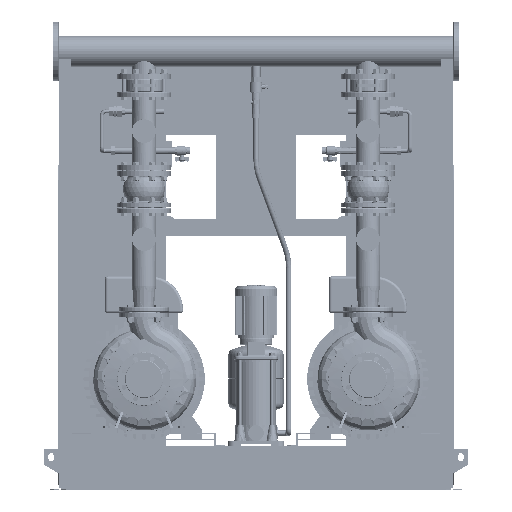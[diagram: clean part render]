
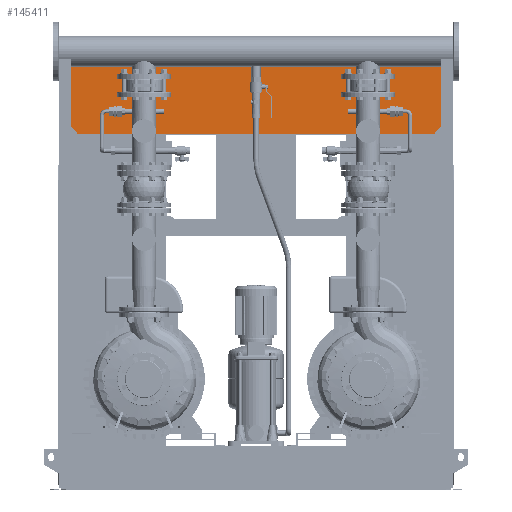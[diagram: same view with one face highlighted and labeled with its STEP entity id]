
A CAD part, left-side view. The second image highlights one B-rep face of the part: STEP entity #145411.
In plain terms, the highlighted planar face has unit normal (-1, 0, 0).
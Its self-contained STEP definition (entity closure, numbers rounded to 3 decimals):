
#144817=CARTESIAN_POINT('',(116.0,687.5,1611.425));
#144818=VERTEX_POINT('',#144817);
#144825=CARTESIAN_POINT('',(116.0,-687.5,1611.425));
#144826=VERTEX_POINT('',#144825);
#144827=CARTESIAN_POINT('',(116.0,-687.5,1611.425));
#144828=DIRECTION('',(0.0,1.0,0.0));
#144829=VECTOR('',#144828,1375.0);
#144830=LINE('',#144827,#144829);
#144831=EDGE_CURVE('',#144826,#144818,#144830,.T.);
#144888=CARTESIAN_POINT('',(116.0,-667.5,1331.425));
#144889=VERTEX_POINT('',#144888);
#144896=CARTESIAN_POINT('',(116.0,667.5,1331.425));
#144897=VERTEX_POINT('',#144896);
#144898=CARTESIAN_POINT('',(116.0,667.5,1331.425));
#144899=DIRECTION('',(0.0,-1.0,0.0));
#144900=VECTOR('',#144899,1335.0);
#144901=LINE('',#144898,#144900);
#144902=EDGE_CURVE('',#144897,#144889,#144901,.T.);
#144959=CARTESIAN_POINT('',(116.0,687.5,1607.425));
#144960=VERTEX_POINT('',#144959);
#144967=CARTESIAN_POINT('',(116.0,687.5,1611.425));
#144968=DIRECTION('',(0.0,0.0,-1.0));
#144969=VECTOR('',#144968,4.0);
#144970=LINE('',#144967,#144969);
#144971=EDGE_CURVE('',#144818,#144960,#144970,.T.);
#144997=CARTESIAN_POINT('',(116.0,730.,1607.425));
#144998=VERTEX_POINT('',#144997);
#145005=CARTESIAN_POINT('',(116.0,687.5,1607.425));
#145006=DIRECTION('',(0.0,1.0,0.0));
#145007=VECTOR('',#145006,42.5);
#145008=LINE('',#145005,#145007);
#145009=EDGE_CURVE('',#144960,#144998,#145008,.T.);
#145028=CARTESIAN_POINT('',(116.0,730.,1356.425));
#145029=VERTEX_POINT('',#145028);
#145036=CARTESIAN_POINT('',(116.0,730.,1607.425));
#145037=DIRECTION('',(0.0,0.0,-1.0));
#145038=VECTOR('',#145037,251.);
#145039=LINE('',#145036,#145038);
#145040=EDGE_CURVE('',#144998,#145029,#145039,.T.);
#145059=CARTESIAN_POINT('',(116.0,687.5,1356.425));
#145060=VERTEX_POINT('',#145059);
#145067=CARTESIAN_POINT('',(116.0,730.,1356.425));
#145068=DIRECTION('',(0.0,-1.0,0.0));
#145069=VECTOR('',#145068,42.5);
#145070=LINE('',#145067,#145069);
#145071=EDGE_CURVE('',#145029,#145060,#145070,.T.);
#145090=CARTESIAN_POINT('',(116.0,667.5,1336.425));
#145091=VERTEX_POINT('',#145090);
#145098=CARTESIAN_POINT('',(116.0,687.5,1356.425));
#145099=DIRECTION('',(0.0,-0.707,-0.707));
#145100=VECTOR('',#145099,28.284);
#145101=LINE('',#145098,#145100);
#145102=EDGE_CURVE('',#145060,#145091,#145101,.T.);
#145129=CARTESIAN_POINT('',(116.0,667.5,1336.425));
#145130=DIRECTION('',(0.0,0.0,-1.0));
#145131=VECTOR('',#145130,5.);
#145132=LINE('',#145129,#145131);
#145133=EDGE_CURVE('',#145091,#144897,#145132,.T.);
#145176=CARTESIAN_POINT('',(116.0,-667.5,1336.425));
#145177=VERTEX_POINT('',#145176);
#145184=CARTESIAN_POINT('',(116.0,-667.5,1331.425));
#145185=DIRECTION('',(0.0,0.0,1.0));
#145186=VECTOR('',#145185,5.0);
#145187=LINE('',#145184,#145186);
#145188=EDGE_CURVE('',#144889,#145177,#145187,.T.);
#145209=CARTESIAN_POINT('',(116.0,-687.5,1356.425));
#145210=VERTEX_POINT('',#145209);
#145217=CARTESIAN_POINT('',(116.0,-667.5,1336.425));
#145218=DIRECTION('',(0.0,-0.707,0.707));
#145219=VECTOR('',#145218,28.284);
#145220=LINE('',#145217,#145219);
#145221=EDGE_CURVE('',#145177,#145210,#145220,.T.);
#145240=CARTESIAN_POINT('',(116.0,-730.,1356.425));
#145241=VERTEX_POINT('',#145240);
#145248=CARTESIAN_POINT('',(116.0,-687.5,1356.425));
#145249=DIRECTION('',(0.0,-1.0,0.0));
#145250=VECTOR('',#145249,42.5);
#145251=LINE('',#145248,#145250);
#145252=EDGE_CURVE('',#145210,#145241,#145251,.T.);
#145271=CARTESIAN_POINT('',(116.0,-730.,1607.425));
#145272=VERTEX_POINT('',#145271);
#145279=CARTESIAN_POINT('',(116.0,-730.,1356.425));
#145280=DIRECTION('',(0.0,0.0,1.0));
#145281=VECTOR('',#145280,251.);
#145282=LINE('',#145279,#145281);
#145283=EDGE_CURVE('',#145241,#145272,#145282,.T.);
#145302=CARTESIAN_POINT('',(116.0,-687.5,1607.425));
#145303=VERTEX_POINT('',#145302);
#145310=CARTESIAN_POINT('',(116.0,-730.,1607.425));
#145311=DIRECTION('',(0.0,1.0,0.0));
#145312=VECTOR('',#145311,42.5);
#145313=LINE('',#145310,#145312);
#145314=EDGE_CURVE('',#145272,#145303,#145313,.T.);
#145341=CARTESIAN_POINT('',(116.0,-687.5,1607.425));
#145342=DIRECTION('',(0.0,0.0,1.0));
#145343=VECTOR('',#145342,4.0);
#145344=LINE('',#145341,#145343);
#145345=EDGE_CURVE('',#145303,#144826,#145344,.T.);
#145390=CARTESIAN_POINT('',(116.0,0.,1473.001));
#145391=DIRECTION('',(1.0,0.0,0.0));
#145392=DIRECTION('',(0.0,0.0,-1.0));
#145393=AXIS2_PLACEMENT_3D('',#145390,#145391,#145392);
#145394=PLANE('',#145393);
#145395=ORIENTED_EDGE('',*,*,#144831,.T.);
#145396=ORIENTED_EDGE('',*,*,#144971,.T.);
#145397=ORIENTED_EDGE('',*,*,#145009,.T.);
#145398=ORIENTED_EDGE('',*,*,#145040,.T.);
#145399=ORIENTED_EDGE('',*,*,#145071,.T.);
#145400=ORIENTED_EDGE('',*,*,#145102,.T.);
#145401=ORIENTED_EDGE('',*,*,#145133,.T.);
#145402=ORIENTED_EDGE('',*,*,#144902,.T.);
#145403=ORIENTED_EDGE('',*,*,#145188,.T.);
#145404=ORIENTED_EDGE('',*,*,#145221,.T.);
#145405=ORIENTED_EDGE('',*,*,#145252,.T.);
#145406=ORIENTED_EDGE('',*,*,#145283,.T.);
#145407=ORIENTED_EDGE('',*,*,#145314,.T.);
#145408=ORIENTED_EDGE('',*,*,#145345,.T.);
#145409=EDGE_LOOP('',(#145395,#145396,#145397,#145398,#145399,#145400,#145401,#145402,#145403,#145404,#145405,#145406,#145407,#145408));
#145410=FACE_OUTER_BOUND('',#145409,.T.);
#145411=ADVANCED_FACE('',(#145410),#145394,.F.);
